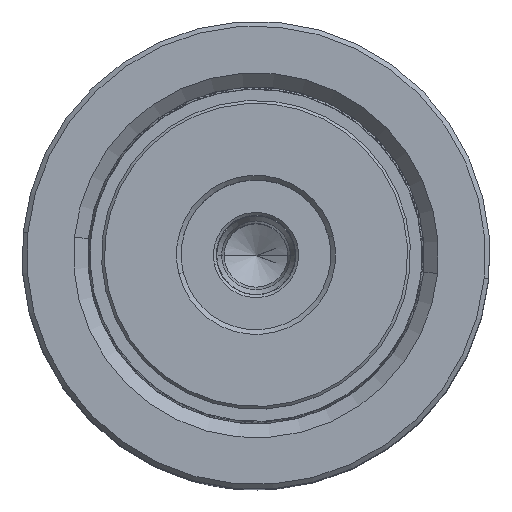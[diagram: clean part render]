
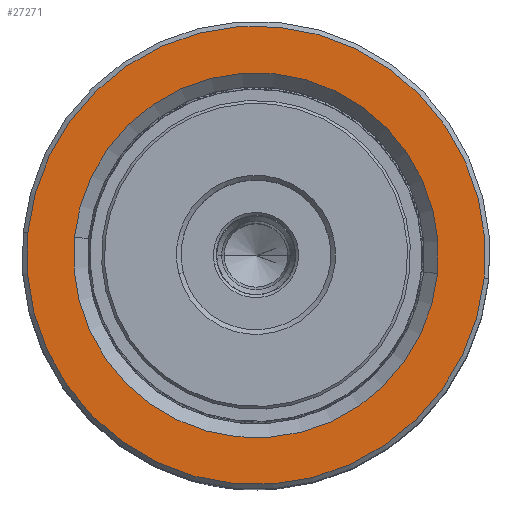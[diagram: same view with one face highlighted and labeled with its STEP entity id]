
A CAD part, top view. The second image highlights one B-rep face of the part: STEP entity #27271.
In plain terms, the highlighted planar face has unit normal (0, 0, 1).
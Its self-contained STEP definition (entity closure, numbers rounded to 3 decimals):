
#447 = CARTESIAN_POINT ( 'NONE',  ( -19.5, 0., 50. ) ) ;
#3672 = ORIENTED_EDGE ( 'NONE', *, *, #35798, .T. ) ;
#4376 = DIRECTION ( 'NONE',  ( 1., 0., 0. ) ) ;
#4453 = VERTEX_POINT ( 'NONE', #4607 ) ;
#4607 = CARTESIAN_POINT ( 'NONE',  ( 19.5, 0., 50. ) ) ;
#5322 = AXIS2_PLACEMENT_3D ( 'NONE', #28493, #37932, #31908 ) ;
#5418 = CIRCLE ( 'NONE', #38130, 24.5 ) ;
#6776 = AXIS2_PLACEMENT_3D ( 'NONE', #33673, #18604, #15576 ) ;
#9141 = CIRCLE ( 'NONE', #5322, 24.5 ) ;
#10036 = FACE_BOUND ( 'NONE', #13537, .T. ) ;
#10346 = CARTESIAN_POINT ( 'NONE',  ( 0., 0., 50. ) ) ;
#11323 = AXIS2_PLACEMENT_3D ( 'NONE', #38499, #23241, #4376 ) ;
#11607 = VERTEX_POINT ( 'NONE', #14212 ) ;
#13050 = FACE_OUTER_BOUND ( 'NONE', #27349, .T. ) ;
#13537 = EDGE_LOOP ( 'NONE', ( #3672, #27356 ) ) ;
#14069 = VERTEX_POINT ( 'NONE', #447 ) ;
#14212 = CARTESIAN_POINT ( 'NONE',  ( 24.5, 0., 50. ) ) ;
#15576 = DIRECTION ( 'NONE',  ( 1., 0., 0. ) ) ;
#18604 = DIRECTION ( 'NONE',  ( 0., 0., -1. ) ) ;
#21532 = CIRCLE ( 'NONE', #6776, 19.5 ) ;
#22297 = PLANE ( 'NONE',  #36768 ) ;
#22720 = VERTEX_POINT ( 'NONE', #30955 ) ;
#23241 = DIRECTION ( 'NONE',  ( 0., 0., -1. ) ) ;
#25431 = ORIENTED_EDGE ( 'NONE', *, *, #26223, .T. ) ;
#26223 = EDGE_CURVE ( 'NONE', #11607, #22720, #9141, .T. ) ;
#27271 = ADVANCED_FACE ( 'NONE', ( #13050, #10036 ), #22297, .T. ) ;
#27349 = EDGE_LOOP ( 'NONE', ( #39035, #25431 ) ) ;
#27356 = ORIENTED_EDGE ( 'NONE', *, *, #38375, .T. ) ;
#28493 = CARTESIAN_POINT ( 'NONE',  ( 0., 0., 50. ) ) ;
#28521 = DIRECTION ( 'NONE',  ( 0., 0., 1. ) ) ;
#28635 = CIRCLE ( 'NONE', #11323, 19.5 ) ;
#30955 = CARTESIAN_POINT ( 'NONE',  ( -24.5, 0., 50. ) ) ;
#31737 = DIRECTION ( 'NONE',  ( 1., 0., 0. ) ) ;
#31908 = DIRECTION ( 'NONE',  ( 1., 0., 0. ) ) ;
#33111 = EDGE_CURVE ( 'NONE', #22720, #11607, #5418, .T. ) ;
#33673 = CARTESIAN_POINT ( 'NONE',  ( 0., 0., 50. ) ) ;
#34564 = CARTESIAN_POINT ( 'NONE',  ( 0., 0., 50. ) ) ;
#34874 = DIRECTION ( 'NONE',  ( 0., 0., 1. ) ) ;
#35798 = EDGE_CURVE ( 'NONE', #4453, #14069, #21532, .T. ) ;
#36768 = AXIS2_PLACEMENT_3D ( 'NONE', #34564, #28521, #31737 ) ;
#37258 = DIRECTION ( 'NONE',  ( 1., 0., 0. ) ) ;
#37932 = DIRECTION ( 'NONE',  ( 0., 0., 1. ) ) ;
#38130 = AXIS2_PLACEMENT_3D ( 'NONE', #10346, #34874, #37258 ) ;
#38375 = EDGE_CURVE ( 'NONE', #14069, #4453, #28635, .T. ) ;
#38499 = CARTESIAN_POINT ( 'NONE',  ( 0., 0., 50. ) ) ;
#39035 = ORIENTED_EDGE ( 'NONE', *, *, #33111, .T. ) ;
